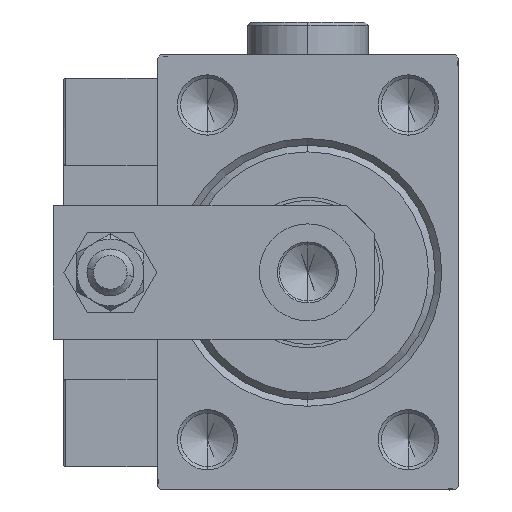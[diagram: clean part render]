
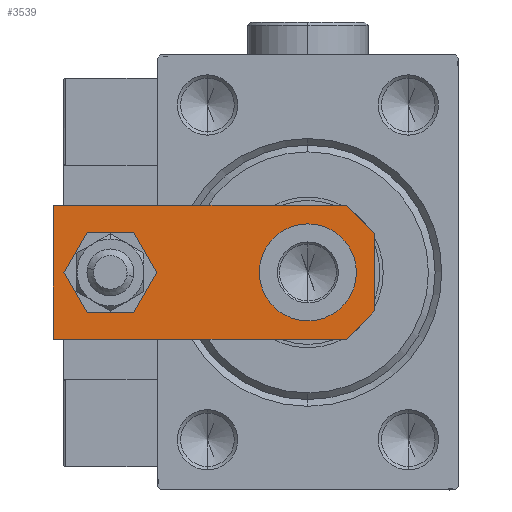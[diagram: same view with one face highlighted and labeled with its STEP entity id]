
A CAD part, left-side view. The second image highlights one B-rep face of the part: STEP entity #3539.
In plain terms, the highlighted face is planar.
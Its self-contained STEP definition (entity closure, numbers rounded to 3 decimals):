
#167 = DIRECTION ( 'NONE',  ( 1., 0., 0. ) ) ;
#944 = VERTEX_POINT ( 'NONE', #41466 ) ;
#2622 = VERTEX_POINT ( 'NONE', #50511 ) ;
#3539 = ADVANCED_FACE ( 'NONE', ( #12319, #32294, #28302 ), #28573, .T. ) ;
#3755 = ORIENTED_EDGE ( 'NONE', *, *, #16455, .T. ) ;
#4066 = CARTESIAN_POINT ( 'NONE',  ( 7.25, 10., 6. ) ) ;
#4536 = DIRECTION ( 'NONE',  ( 0., 0., 1. ) ) ;
#5321 = VERTEX_POINT ( 'NONE', #45327 ) ;
#5741 = ORIENTED_EDGE ( 'NONE', *, *, #18032, .T. ) ;
#6692 = ORIENTED_EDGE ( 'NONE', *, *, #41388, .T. ) ;
#7172 = EDGE_CURVE ( 'NONE', #12962, #25263, #11393, .T. ) ;
#7468 = ORIENTED_EDGE ( 'NONE', *, *, #36316, .T. ) ;
#7492 = EDGE_CURVE ( 'NONE', #2622, #26640, #9180, .T. ) ;
#7696 = ORIENTED_EDGE ( 'NONE', *, *, #30720, .F. ) ;
#7732 = VERTEX_POINT ( 'NONE', #23516 ) ;
#8197 = CARTESIAN_POINT ( 'NONE',  ( -4., 39.5, 6. ) ) ;
#8611 = DIRECTION ( 'NONE',  ( 0., 0., 1. ) ) ;
#8951 = VECTOR ( 'NONE', #22893, 1000. ) ;
#9174 = EDGE_CURVE ( 'NONE', #26640, #944, #15532, .T. ) ;
#9180 = LINE ( 'NONE', #13683, #41999 ) ;
#9353 = DIRECTION ( 'NONE',  ( 1., 0., 0. ) ) ;
#10242 = LINE ( 'NONE', #11029, #46221 ) ;
#10262 = ORIENTED_EDGE ( 'NONE', *, *, #39045, .F. ) ;
#11029 = CARTESIAN_POINT ( 'NONE',  ( -10., 0., 6. ) ) ;
#11393 = CIRCLE ( 'NONE', #41126, 7.25 ) ;
#12319 = FACE_BOUND ( 'NONE', #36198, .T. ) ;
#12962 = VERTEX_POINT ( 'NONE', #37649 ) ;
#13683 = CARTESIAN_POINT ( 'NONE',  ( -10., 48., 6. ) ) ;
#15311 = CARTESIAN_POINT ( 'NONE',  ( 0., 39.5, 6. ) ) ;
#15532 = LINE ( 'NONE', #47199, #22523 ) ;
#16000 = CARTESIAN_POINT ( 'NONE',  ( 2.88, -2.88, 6. ) ) ;
#16327 = VECTOR ( 'NONE', #20752, 1000. ) ;
#16455 = EDGE_CURVE ( 'NONE', #944, #5321, #10242, .T. ) ;
#16628 = CARTESIAN_POINT ( 'NONE',  ( 0., 39.5, 6. ) ) ;
#17064 = CARTESIAN_POINT ( 'NONE',  ( 10., 48., 6. ) ) ;
#17939 = DIRECTION ( 'NONE',  ( 0., -1., 0. ) ) ;
#18032 = EDGE_CURVE ( 'NONE', #37329, #22086, #46303, .T. ) ;
#18837 = AXIS2_PLACEMENT_3D ( 'NONE', #15311, #52536, #43518 ) ;
#20546 = ORIENTED_EDGE ( 'NONE', *, *, #7172, .F. ) ;
#20752 = DIRECTION ( 'NONE',  ( -1., 0., 0. ) ) ;
#22086 = VERTEX_POINT ( 'NONE', #17064 ) ;
#22523 = VECTOR ( 'NONE', #27006, 1000. ) ;
#22893 = DIRECTION ( 'NONE',  ( 0., 1., 0. ) ) ;
#23516 = CARTESIAN_POINT ( 'NONE',  ( 4., 39.5, 6. ) ) ;
#24750 = CARTESIAN_POINT ( 'NONE',  ( 0., 10., 6. ) ) ;
#24841 = DIRECTION ( 'NONE',  ( 1., 0., 0. ) ) ;
#25060 = CARTESIAN_POINT ( 'NONE',  ( 0., 10., 6. ) ) ;
#25263 = VERTEX_POINT ( 'NONE', #4066 ) ;
#26640 = VERTEX_POINT ( 'NONE', #48084 ) ;
#27006 = DIRECTION ( 'NONE',  ( 0.707, -0.707, 0. ) ) ;
#28302 = FACE_BOUND ( 'NONE', #39921, .T. ) ;
#28573 = PLANE ( 'NONE',  #30920 ) ;
#28750 = LINE ( 'NONE', #44953, #16327 ) ;
#30511 = CIRCLE ( 'NONE', #36478, 4. ) ;
#30720 = EDGE_CURVE ( 'NONE', #7732, #47176, #30511, .T. ) ;
#30920 = AXIS2_PLACEMENT_3D ( 'NONE', #44782, #8611, #24841 ) ;
#32294 = FACE_OUTER_BOUND ( 'NONE', #37433, .T. ) ;
#34465 = DIRECTION ( 'NONE',  ( 1., 0., 0. ) ) ;
#34609 = CARTESIAN_POINT ( 'NONE',  ( 10., 0., 6. ) ) ;
#34985 = CIRCLE ( 'NONE', #18837, 4. ) ;
#35756 = CIRCLE ( 'NONE', #51025, 7.25 ) ;
#36198 = EDGE_LOOP ( 'NONE', ( #50727, #7696 ) ) ;
#36316 = EDGE_CURVE ( 'NONE', #5321, #37329, #44729, .T. ) ;
#36478 = AXIS2_PLACEMENT_3D ( 'NONE', #16628, #36596, #167 ) ;
#36596 = DIRECTION ( 'NONE',  ( 0., 0., 1. ) ) ;
#36989 = DIRECTION ( 'NONE',  ( 1., 0., 0. ) ) ;
#37329 = VERTEX_POINT ( 'NONE', #46421 ) ;
#37433 = EDGE_LOOP ( 'NONE', ( #46785, #42666, #3755, #7468, #5741, #6692 ) ) ;
#37649 = CARTESIAN_POINT ( 'NONE',  ( -7.25, 10., 6. ) ) ;
#39045 = EDGE_CURVE ( 'NONE', #25263, #12962, #35756, .T. ) ;
#39921 = EDGE_LOOP ( 'NONE', ( #20546, #10262 ) ) ;
#40702 = EDGE_CURVE ( 'NONE', #47176, #7732, #34985, .T. ) ;
#41126 = AXIS2_PLACEMENT_3D ( 'NONE', #24750, #4536, #36989 ) ;
#41388 = EDGE_CURVE ( 'NONE', #22086, #2622, #28750, .T. ) ;
#41466 = CARTESIAN_POINT ( 'NONE',  ( -5.76, 0., 6. ) ) ;
#41999 = VECTOR ( 'NONE', #17939, 1000. ) ;
#42666 = ORIENTED_EDGE ( 'NONE', *, *, #9174, .T. ) ;
#43518 = DIRECTION ( 'NONE',  ( 1., 0., 0. ) ) ;
#44729 = LINE ( 'NONE', #16000, #48453 ) ;
#44782 = CARTESIAN_POINT ( 'NONE',  ( 0., 0., 6. ) ) ;
#44953 = CARTESIAN_POINT ( 'NONE',  ( 10., 48., 6. ) ) ;
#45327 = CARTESIAN_POINT ( 'NONE',  ( 5.76, 0., 6. ) ) ;
#45789 = DIRECTION ( 'NONE',  ( 0., 0., 1. ) ) ;
#46221 = VECTOR ( 'NONE', #34465, 1000. ) ;
#46303 = LINE ( 'NONE', #34609, #8951 ) ;
#46421 = CARTESIAN_POINT ( 'NONE',  ( 10., 4.24, 6. ) ) ;
#46785 = ORIENTED_EDGE ( 'NONE', *, *, #7492, .T. ) ;
#47176 = VERTEX_POINT ( 'NONE', #8197 ) ;
#47199 = CARTESIAN_POINT ( 'NONE',  ( -2.88, -2.88, 6. ) ) ;
#48084 = CARTESIAN_POINT ( 'NONE',  ( -10., 4.24, 6. ) ) ;
#48449 = DIRECTION ( 'NONE',  ( 0.707, 0.707, 0. ) ) ;
#48453 = VECTOR ( 'NONE', #48449, 1000. ) ;
#50511 = CARTESIAN_POINT ( 'NONE',  ( -10., 48., 6. ) ) ;
#50727 = ORIENTED_EDGE ( 'NONE', *, *, #40702, .F. ) ;
#51025 = AXIS2_PLACEMENT_3D ( 'NONE', #25060, #45789, #9353 ) ;
#52536 = DIRECTION ( 'NONE',  ( 0., 0., 1. ) ) ;
